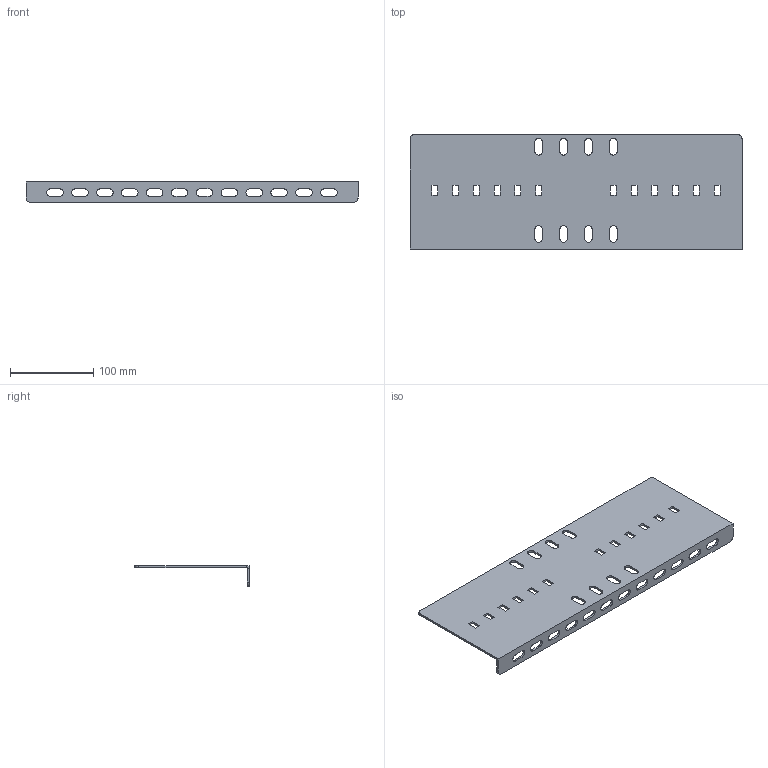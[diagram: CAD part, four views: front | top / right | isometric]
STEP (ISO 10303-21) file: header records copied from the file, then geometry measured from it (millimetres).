
FILE_DESCRIPTION (( 'STEP AP214' ), '1' );
FILE_NAME ('CLM40D-PSUL-H150.STEP', '2021-03-08T15:24:33', ( '' ), ( '' ), 'SwSTEP 2.0', 'SolidWorks 2017', '' );
FILE_SCHEMA (( 'AUTOMOTIVE_DESIGN' ));
Length unit declared in the file: millimetre
Products named in the file (1): CLM40D-PSUL-H150
Bounding box: 400 x 138 x 24.5 mm (x, y, z)
Volume: 149295.5 mm3; surface area: 125868.6 mm2
Topology: 1 solids, 1 shells, 144 faces, 426 edges, 284 vertices
Faces by surface type: plane 100, cylinder 44
Entity records: 4960 total; most frequent: CARTESIAN_POINT 855, ORIENTED_EDGE 852, DIRECTION 804, EDGE_CURVE 426, LINE 338, VECTOR 338, VERTEX_POINT 284, AXIS2_PLACEMENT_3D 233
